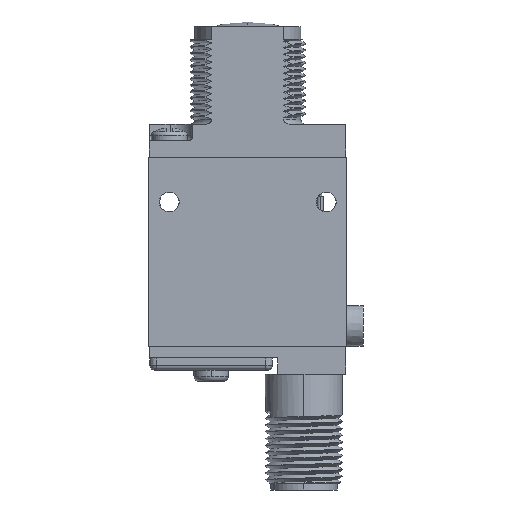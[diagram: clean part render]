
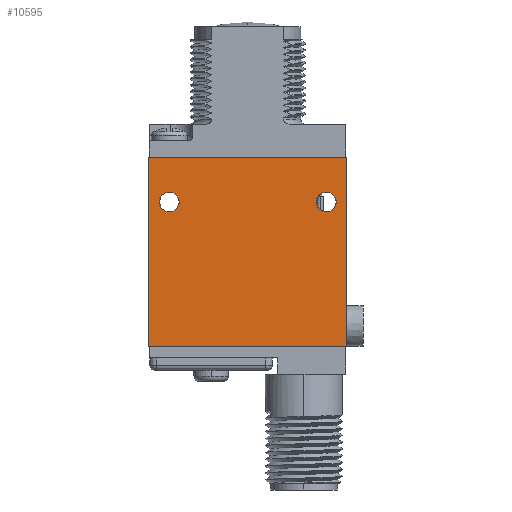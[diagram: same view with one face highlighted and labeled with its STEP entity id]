
A CAD part, left-side view. The second image highlights one B-rep face of the part: STEP entity #10595.
In plain terms, the highlighted planar face has unit normal (-1, 0, 0).
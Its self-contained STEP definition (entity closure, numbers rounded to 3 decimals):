
#1=DIRECTION('',(0.,-1.,0.));
#2=VECTOR('',#1,0.127);
#3=CARTESIAN_POINT('',(-6.02,0.127,0.));
#4=LINE('',#3,#2);
#5=DIRECTION('',(0.,0.,-1.));
#6=VECTOR('',#5,29.464);
#7=CARTESIAN_POINT('',(-6.02,0.,0.));
#8=LINE('',#7,#6);
#9=DIRECTION('',(0.,1.,0.));
#10=VECTOR('',#9,30.785);
#11=CARTESIAN_POINT('',(-6.02,0.,-29.464));
#12=LINE('',#11,#10);
#13=DIRECTION('',(0.,0.,1.));
#14=VECTOR('',#13,29.464);
#15=CARTESIAN_POINT('',(-6.02,30.785,-29.464));
#16=LINE('',#15,#14);
#17=DIRECTION('',(0.,-1.,0.));
#18=VECTOR('',#17,0.076);
#19=CARTESIAN_POINT('',(-6.02,30.785,0.));
#20=LINE('',#19,#18);
#21=DIRECTION('',(0.,1.,0.));
#22=VECTOR('',#21,30.582);
#23=CARTESIAN_POINT('',(-6.02,0.127,0.));
#24=LINE('',#23,#22);
#25=CARTESIAN_POINT('',(-6.02,27.61,-6.985));
#26=DIRECTION('',(1.,0.,0.));
#27=DIRECTION('',(0.,0.,-1.));
#28=AXIS2_PLACEMENT_3D('',#25,#26,#27);
#30=CARTESIAN_POINT('',(-6.02,27.61,-6.985));
#31=DIRECTION('',(1.,0.,0.));
#32=DIRECTION('',(0.,0.,1.));
#33=AXIS2_PLACEMENT_3D('',#30,#31,#32);
#35=CARTESIAN_POINT('',(-6.02,3.175,-6.985));
#36=DIRECTION('',(1.,0.,0.));
#37=DIRECTION('',(0.,0.,-1.));
#38=AXIS2_PLACEMENT_3D('',#35,#36,#37);
#40=CARTESIAN_POINT('',(-6.02,3.175,-6.985));
#41=DIRECTION('',(1.,0.,0.));
#42=DIRECTION('',(0.,0.,1.));
#43=AXIS2_PLACEMENT_3D('',#40,#41,#42);
#9667=CARTESIAN_POINT('',(-6.02,0.,0.));
#9668=CARTESIAN_POINT('',(-6.02,0.,-29.464));
#9669=VERTEX_POINT('',#9667);
#9670=VERTEX_POINT('',#9668);
#9671=CARTESIAN_POINT('',(-6.02,30.785,-29.464));
#9672=VERTEX_POINT('',#9671);
#9673=CARTESIAN_POINT('',(-6.02,30.785,0.));
#9674=VERTEX_POINT('',#9673);
#9683=CARTESIAN_POINT('',(-6.02,27.61,-8.535));
#9684=CARTESIAN_POINT('',(-6.02,27.61,-5.435));
#9685=VERTEX_POINT('',#9683);
#9686=VERTEX_POINT('',#9684);
#9687=CARTESIAN_POINT('',(-6.02,3.175,-8.535));
#9688=CARTESIAN_POINT('',(-6.02,3.175,-5.435));
#9689=VERTEX_POINT('',#9687);
#9690=VERTEX_POINT('',#9688);
#10095=CARTESIAN_POINT('',(-6.02,0.127,0.));
#10096=CARTESIAN_POINT('',(-6.02,30.709,0.));
#10097=VERTEX_POINT('',#10095);
#10098=VERTEX_POINT('',#10096);
#10564=CARTESIAN_POINT('',(-6.02,0.,0.));
#10565=DIRECTION('',(1.,0.,0.));
#10566=DIRECTION('',(0.,0.,-1.));
#10567=AXIS2_PLACEMENT_3D('',#10564,#10565,#10566);
#10568=PLANE('',#10567);
#10570=ORIENTED_EDGE('',*,*,#10569,.T.);
#10572=ORIENTED_EDGE('',*,*,#10571,.T.);
#10574=ORIENTED_EDGE('',*,*,#10573,.T.);
#10576=ORIENTED_EDGE('',*,*,#10575,.T.);
#10578=ORIENTED_EDGE('',*,*,#10577,.T.);
#10580=ORIENTED_EDGE('',*,*,#10579,.F.);
#10581=EDGE_LOOP('',(#10570,#10572,#10574,#10576,#10578,#10580));
#10582=FACE_OUTER_BOUND('',#10581,.F.);
#10584=ORIENTED_EDGE('',*,*,#10583,.F.);
#10586=ORIENTED_EDGE('',*,*,#10585,.F.);
#10587=EDGE_LOOP('',(#10584,#10586));
#10588=FACE_BOUND('',#10587,.F.);
#10590=ORIENTED_EDGE('',*,*,#10589,.F.);
#10592=ORIENTED_EDGE('',*,*,#10591,.F.);
#10593=EDGE_LOOP('',(#10590,#10592));
#10594=FACE_BOUND('',#10593,.F.);
#10595=ADVANCED_FACE('',(#10582,#10588,#10594),#10568,.F.);
#29=CIRCLE('',#28,1.55);
#34=CIRCLE('',#33,1.55);
#39=CIRCLE('',#38,1.55);
#44=CIRCLE('',#43,1.55);
#10569=EDGE_CURVE('',#10097,#9669,#4,.T.);
#10571=EDGE_CURVE('',#9669,#9670,#8,.T.);
#10573=EDGE_CURVE('',#9670,#9672,#12,.T.);
#10575=EDGE_CURVE('',#9672,#9674,#16,.T.);
#10577=EDGE_CURVE('',#9674,#10098,#20,.T.);
#10579=EDGE_CURVE('',#10097,#10098,#24,.T.);
#10583=EDGE_CURVE('',#9685,#9686,#29,.T.);
#10585=EDGE_CURVE('',#9686,#9685,#34,.T.);
#10589=EDGE_CURVE('',#9689,#9690,#39,.T.);
#10591=EDGE_CURVE('',#9690,#9689,#44,.T.);
